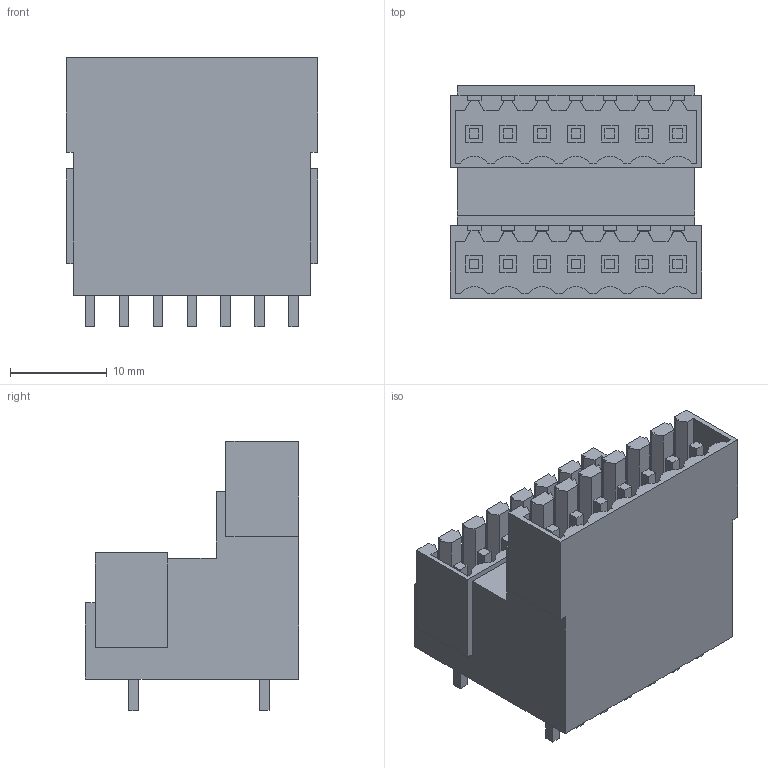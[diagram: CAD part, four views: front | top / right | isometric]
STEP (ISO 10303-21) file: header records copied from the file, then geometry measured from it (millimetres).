
FILE_DESCRIPTION(('CATIA V5 STEP Exchange','CAx-IF Rec.Pracs.--- Model Styling and Organization---1.4--- 2014-01-23'),'2;1');
FILE_NAME ('D1458751_1_1891210000_1891210000.stp','2022-08-10T11:43:43+00:00',('none'),('Weidmueller'),'CATIA Version 5-6 Release 2016 SP3 HF44','CATIA V5 STEP AP214','none');
FILE_SCHEMA(('AUTOMOTIVE_DESIGN { 1 0 10303 214 1 1 1 1 }'));
Length unit declared in the file: millimetre
Products named in the file (1): 1891210000
Bounding box: 25.9 x 22 x 27.77 mm (x, y, z)
Volume: 7454.9 mm3; surface area: 5587.1 mm2
Topology: 15 solids, 15 shells, 352 faces, 1006 edges, 698 vertices
Faces by surface type: plane 338, cylinder 14
Entity records: 10798 total; most frequent: ORIENTED_EDGE 2012, CARTESIAN_POINT 1943, DIRECTION 1482, EDGE_CURVE 1006, VECTOR 978, LINE 978, VERTEX_POINT 698, EDGE_LOOP 366
